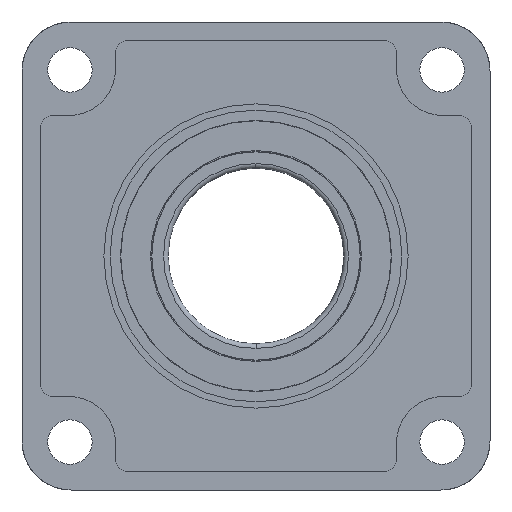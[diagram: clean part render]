
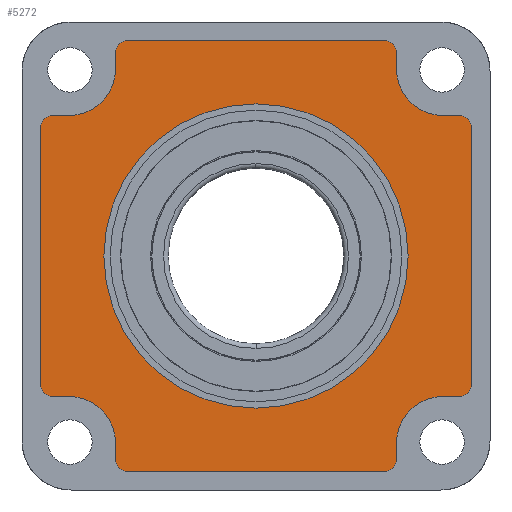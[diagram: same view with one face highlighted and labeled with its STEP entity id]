
A CAD part, front view. The second image highlights one B-rep face of the part: STEP entity #5272.
In plain terms, the highlighted planar face has unit normal (0, -1, 0).
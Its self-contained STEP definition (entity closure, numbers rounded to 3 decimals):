
#1269=CARTESIAN_POINT('',(0.,-20.,0.));
#1270=DIRECTION('',(0.,1.,0.));
#1271=DIRECTION('',(-1.,0.,0.));
#1272=AXIS2_PLACEMENT_3D('',#1269,#1270,#1271);
#1274=CARTESIAN_POINT('',(0.,-20.,0.));
#1275=DIRECTION('',(0.,1.,0.));
#1276=DIRECTION('',(1.,0.,0.));
#1277=AXIS2_PLACEMENT_3D('',#1274,#1275,#1276);
#1279=CARTESIAN_POINT('',(55.,-20.,-87.));
#1280=DIRECTION('',(0.,-1.,0.));
#1281=DIRECTION('',(0.,0.,-1.));
#1282=AXIS2_PLACEMENT_3D('',#1279,#1280,#1281);
#1284=DIRECTION('',(1.,0.,0.));
#1285=VECTOR('',#1284,110.);
#1286=CARTESIAN_POINT('',(-55.,-20.,-92.));
#1287=LINE('',#1286,#1285);
#1288=CARTESIAN_POINT('',(-55.,-20.,-87.));
#1289=DIRECTION('',(0.,-1.,0.));
#1290=DIRECTION('',(-1.,0.,0.));
#1291=AXIS2_PLACEMENT_3D('',#1288,#1289,#1290);
#1293=DIRECTION('',(0.,0.,-1.));
#1294=VECTOR('',#1293,7.);
#1295=CARTESIAN_POINT('',(-60.,-20.,-80.));
#1296=LINE('',#1295,#1294);
#1297=CARTESIAN_POINT('',(-80.,-20.,-80.));
#1298=DIRECTION('',(0.,1.,0.));
#1299=DIRECTION('',(0.,0.,1.));
#1300=AXIS2_PLACEMENT_3D('',#1297,#1298,#1299);
#1302=DIRECTION('',(1.,0.,0.));
#1303=VECTOR('',#1302,7.);
#1304=CARTESIAN_POINT('',(-87.,-20.,-60.));
#1305=LINE('',#1304,#1303);
#1306=CARTESIAN_POINT('',(-87.,-20.,-55.));
#1307=DIRECTION('',(0.,-1.,0.));
#1308=DIRECTION('',(-1.,0.,0.));
#1309=AXIS2_PLACEMENT_3D('',#1306,#1307,#1308);
#1311=DIRECTION('',(0.,0.,-1.));
#1312=VECTOR('',#1311,110.);
#1313=CARTESIAN_POINT('',(-92.,-20.,55.));
#1314=LINE('',#1313,#1312);
#1315=CARTESIAN_POINT('',(-87.,-20.,55.));
#1316=DIRECTION('',(0.,-1.,0.));
#1317=DIRECTION('',(0.,0.,1.));
#1318=AXIS2_PLACEMENT_3D('',#1315,#1316,#1317);
#1320=DIRECTION('',(-1.,0.,0.));
#1321=VECTOR('',#1320,7.);
#1322=CARTESIAN_POINT('',(-80.,-20.,60.));
#1323=LINE('',#1322,#1321);
#1324=CARTESIAN_POINT('',(-80.,-20.,80.));
#1325=DIRECTION('',(0.,1.,0.));
#1326=DIRECTION('',(1.,0.,0.));
#1327=AXIS2_PLACEMENT_3D('',#1324,#1325,#1326);
#1329=DIRECTION('',(0.,0.,-1.));
#1330=VECTOR('',#1329,7.);
#1331=CARTESIAN_POINT('',(-60.,-20.,87.));
#1332=LINE('',#1331,#1330);
#1333=CARTESIAN_POINT('',(-55.,-20.,87.));
#1334=DIRECTION('',(0.,-1.,0.));
#1335=DIRECTION('',(0.,0.,1.));
#1336=AXIS2_PLACEMENT_3D('',#1333,#1334,#1335);
#1338=DIRECTION('',(-1.,0.,0.));
#1339=VECTOR('',#1338,110.);
#1340=CARTESIAN_POINT('',(55.,-20.,92.));
#1341=LINE('',#1340,#1339);
#1342=CARTESIAN_POINT('',(55.,-20.,87.));
#1343=DIRECTION('',(0.,-1.,0.));
#1344=DIRECTION('',(1.,0.,0.));
#1345=AXIS2_PLACEMENT_3D('',#1342,#1343,#1344);
#1347=DIRECTION('',(0.,0.,1.));
#1348=VECTOR('',#1347,7.);
#1349=CARTESIAN_POINT('',(60.,-20.,80.));
#1350=LINE('',#1349,#1348);
#1351=CARTESIAN_POINT('',(80.,-20.,80.));
#1352=DIRECTION('',(0.,1.,0.));
#1353=DIRECTION('',(0.,0.,-1.));
#1354=AXIS2_PLACEMENT_3D('',#1351,#1352,#1353);
#1356=DIRECTION('',(-1.,0.,0.));
#1357=VECTOR('',#1356,7.);
#1358=CARTESIAN_POINT('',(87.,-20.,60.));
#1359=LINE('',#1358,#1357);
#1360=CARTESIAN_POINT('',(87.,-20.,55.));
#1361=DIRECTION('',(0.,-1.,0.));
#1362=DIRECTION('',(1.,0.,0.));
#1363=AXIS2_PLACEMENT_3D('',#1360,#1361,#1362);
#1365=DIRECTION('',(0.,0.,1.));
#1366=VECTOR('',#1365,110.);
#1367=CARTESIAN_POINT('',(92.,-20.,-55.));
#1368=LINE('',#1367,#1366);
#1369=CARTESIAN_POINT('',(87.,-20.,-55.));
#1370=DIRECTION('',(0.,-1.,0.));
#1371=DIRECTION('',(0.,0.,-1.));
#1372=AXIS2_PLACEMENT_3D('',#1369,#1370,#1371);
#1374=DIRECTION('',(1.,0.,0.));
#1375=VECTOR('',#1374,7.);
#1376=CARTESIAN_POINT('',(80.,-20.,-60.));
#1377=LINE('',#1376,#1375);
#1378=CARTESIAN_POINT('',(80.,-20.,-80.));
#1379=DIRECTION('',(0.,1.,0.));
#1380=DIRECTION('',(-1.,0.,0.));
#1381=AXIS2_PLACEMENT_3D('',#1378,#1379,#1380);
#1383=DIRECTION('',(0.,0.,1.));
#1384=VECTOR('',#1383,7.);
#1385=CARTESIAN_POINT('',(60.,-20.,-87.));
#1386=LINE('',#1385,#1384);
#3285=CARTESIAN_POINT('',(-65.,-20.,0.));
#3286=VERTEX_POINT('',#3285);
#3287=CARTESIAN_POINT('',(65.,-20.,0.));
#3288=VERTEX_POINT('',#3287);
#3341=CARTESIAN_POINT('',(60.,-20.,-80.));
#3342=CARTESIAN_POINT('',(80.,-20.,-60.));
#3343=VERTEX_POINT('',#3341);
#3344=VERTEX_POINT('',#3342);
#3345=CARTESIAN_POINT('',(80.,-20.,60.));
#3346=CARTESIAN_POINT('',(60.,-20.,80.));
#3347=VERTEX_POINT('',#3345);
#3348=VERTEX_POINT('',#3346);
#3349=CARTESIAN_POINT('',(-60.,-20.,80.));
#3350=CARTESIAN_POINT('',(-80.,-20.,60.));
#3351=VERTEX_POINT('',#3349);
#3352=VERTEX_POINT('',#3350);
#3353=CARTESIAN_POINT('',(-80.,-20.,-60.));
#3354=CARTESIAN_POINT('',(-60.,-20.,-80.));
#3355=VERTEX_POINT('',#3353);
#3356=VERTEX_POINT('',#3354);
#3373=CARTESIAN_POINT('',(55.,-20.,-92.));
#3374=CARTESIAN_POINT('',(60.,-20.,-87.));
#3375=VERTEX_POINT('',#3373);
#3376=VERTEX_POINT('',#3374);
#3381=CARTESIAN_POINT('',(-60.,-20.,-87.));
#3382=CARTESIAN_POINT('',(-55.,-20.,-92.));
#3383=VERTEX_POINT('',#3381);
#3384=VERTEX_POINT('',#3382);
#3389=CARTESIAN_POINT('',(-92.,-20.,-55.));
#3390=CARTESIAN_POINT('',(-87.,-20.,-60.));
#3391=VERTEX_POINT('',#3389);
#3392=VERTEX_POINT('',#3390);
#3397=CARTESIAN_POINT('',(87.,-20.,-60.));
#3398=CARTESIAN_POINT('',(92.,-20.,-55.));
#3399=VERTEX_POINT('',#3397);
#3400=VERTEX_POINT('',#3398);
#3405=CARTESIAN_POINT('',(-87.,-20.,60.));
#3406=CARTESIAN_POINT('',(-92.,-20.,55.));
#3407=VERTEX_POINT('',#3405);
#3408=VERTEX_POINT('',#3406);
#3413=CARTESIAN_POINT('',(-55.,-20.,92.));
#3414=CARTESIAN_POINT('',(-60.,-20.,87.));
#3415=VERTEX_POINT('',#3413);
#3416=VERTEX_POINT('',#3414);
#3421=CARTESIAN_POINT('',(92.,-20.,55.));
#3422=VERTEX_POINT('',#3421);
#3423=CARTESIAN_POINT('',(55.,-20.,92.));
#3424=VERTEX_POINT('',#3423);
#3429=CARTESIAN_POINT('',(60.,-20.,87.));
#3430=VERTEX_POINT('',#3429);
#3433=CARTESIAN_POINT('',(87.,-20.,60.));
#3434=VERTEX_POINT('',#3433);
#5213=CARTESIAN_POINT('',(0.,-20.,0.));
#5214=DIRECTION('',(0.,-1.,0.));
#5215=DIRECTION('',(-1.,0.,0.));
#5216=AXIS2_PLACEMENT_3D('',#5213,#5214,#5215);
#5217=PLANE('',#5216);
#5219=ORIENTED_EDGE('',*,*,#5218,.F.);
#5221=ORIENTED_EDGE('',*,*,#5220,.F.);
#5223=ORIENTED_EDGE('',*,*,#5222,.F.);
#5225=ORIENTED_EDGE('',*,*,#5224,.F.);
#5227=ORIENTED_EDGE('',*,*,#5226,.F.);
#5229=ORIENTED_EDGE('',*,*,#5228,.F.);
#5231=ORIENTED_EDGE('',*,*,#5230,.F.);
#5233=ORIENTED_EDGE('',*,*,#5232,.F.);
#5235=ORIENTED_EDGE('',*,*,#5234,.F.);
#5237=ORIENTED_EDGE('',*,*,#5236,.F.);
#5239=ORIENTED_EDGE('',*,*,#5238,.F.);
#5241=ORIENTED_EDGE('',*,*,#5240,.F.);
#5243=ORIENTED_EDGE('',*,*,#5242,.F.);
#5245=ORIENTED_EDGE('',*,*,#5244,.F.);
#5247=ORIENTED_EDGE('',*,*,#5246,.F.);
#5249=ORIENTED_EDGE('',*,*,#5248,.F.);
#5251=ORIENTED_EDGE('',*,*,#5250,.F.);
#5253=ORIENTED_EDGE('',*,*,#5252,.F.);
#5255=ORIENTED_EDGE('',*,*,#5254,.F.);
#5257=ORIENTED_EDGE('',*,*,#5256,.F.);
#5259=ORIENTED_EDGE('',*,*,#5258,.F.);
#5261=ORIENTED_EDGE('',*,*,#5260,.F.);
#5263=ORIENTED_EDGE('',*,*,#5262,.F.);
#5265=ORIENTED_EDGE('',*,*,#5264,.F.);
#5266=EDGE_LOOP('',(#5219,#5221,#5223,#5225,#5227,#5229,#5231,#5233,#5235,#5237,
#5239,#5241,#5243,#5245,#5247,#5249,#5251,#5253,#5255,#5257,#5259,#5261,#5263,
#5265));
#5267=FACE_OUTER_BOUND('',#5266,.F.);
#5268=ORIENTED_EDGE('',*,*,#5192,.F.);
#5269=ORIENTED_EDGE('',*,*,#5208,.F.);
#5270=EDGE_LOOP('',(#5268,#5269));
#5271=FACE_BOUND('',#5270,.F.);
#5272=ADVANCED_FACE('',(#5267,#5271),#5217,.T.);
#1273=CIRCLE('',#1272,65.);
#1278=CIRCLE('',#1277,65.);
#1283=CIRCLE('',#1282,5.);
#1292=CIRCLE('',#1291,5.);
#1301=CIRCLE('',#1300,20.);
#1310=CIRCLE('',#1309,5.);
#1319=CIRCLE('',#1318,5.);
#1328=CIRCLE('',#1327,20.);
#1337=CIRCLE('',#1336,5.);
#1346=CIRCLE('',#1345,5.);
#1355=CIRCLE('',#1354,20.);
#1364=CIRCLE('',#1363,5.);
#1373=CIRCLE('',#1372,5.);
#1382=CIRCLE('',#1381,20.);
#5192=EDGE_CURVE('',#3286,#3288,#1273,.T.);
#5208=EDGE_CURVE('',#3288,#3286,#1278,.T.);
#5218=EDGE_CURVE('',#3375,#3376,#1283,.T.);
#5220=EDGE_CURVE('',#3384,#3375,#1287,.T.);
#5222=EDGE_CURVE('',#3383,#3384,#1292,.T.);
#5224=EDGE_CURVE('',#3356,#3383,#1296,.T.);
#5226=EDGE_CURVE('',#3355,#3356,#1301,.T.);
#5228=EDGE_CURVE('',#3392,#3355,#1305,.T.);
#5230=EDGE_CURVE('',#3391,#3392,#1310,.T.);
#5232=EDGE_CURVE('',#3408,#3391,#1314,.T.);
#5234=EDGE_CURVE('',#3407,#3408,#1319,.T.);
#5236=EDGE_CURVE('',#3352,#3407,#1323,.T.);
#5238=EDGE_CURVE('',#3351,#3352,#1328,.T.);
#5240=EDGE_CURVE('',#3416,#3351,#1332,.T.);
#5242=EDGE_CURVE('',#3415,#3416,#1337,.T.);
#5244=EDGE_CURVE('',#3424,#3415,#1341,.T.);
#5246=EDGE_CURVE('',#3430,#3424,#1346,.T.);
#5248=EDGE_CURVE('',#3348,#3430,#1350,.T.);
#5250=EDGE_CURVE('',#3347,#3348,#1355,.T.);
#5252=EDGE_CURVE('',#3434,#3347,#1359,.T.);
#5254=EDGE_CURVE('',#3422,#3434,#1364,.T.);
#5256=EDGE_CURVE('',#3400,#3422,#1368,.T.);
#5258=EDGE_CURVE('',#3399,#3400,#1373,.T.);
#5260=EDGE_CURVE('',#3344,#3399,#1377,.T.);
#5262=EDGE_CURVE('',#3343,#3344,#1382,.T.);
#5264=EDGE_CURVE('',#3376,#3343,#1386,.T.);
